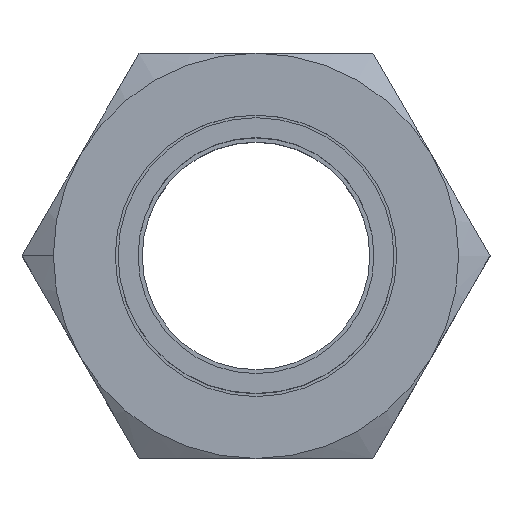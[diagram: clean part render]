
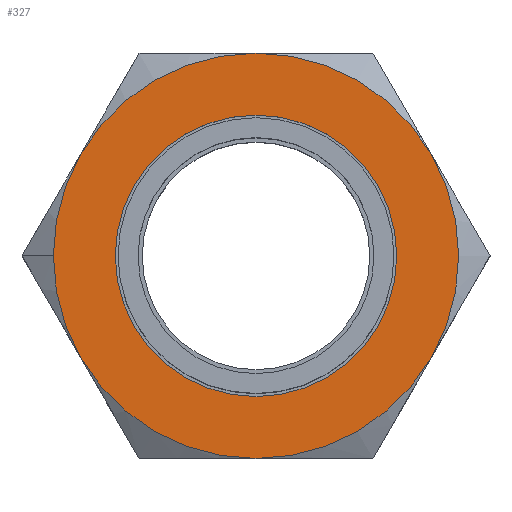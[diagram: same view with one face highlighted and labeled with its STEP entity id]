
A CAD part, top view. The second image highlights one B-rep face of the part: STEP entity #327.
In plain terms, the highlighted planar face has unit normal (0, 0, 1).
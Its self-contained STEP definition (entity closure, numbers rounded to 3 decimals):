
#55 = EDGE_CURVE ( 'NONE', #219, #222, #496, .T. ) ;
#60 = EDGE_CURVE ( 'NONE', #227, #2160, #538, .T. ) ;
#68 = EDGE_CURVE ( 'NONE', #222, #257, #573, .T. ) ;
#203 = EDGE_CURVE ( 'NONE', #239, #204, #775, .T. ) ;
#204 = VERTEX_POINT ( 'NONE', #770 ) ;
#219 = VERTEX_POINT ( 'NONE', #803 ) ;
#222 = VERTEX_POINT ( 'NONE', #849 ) ;
#225 = EDGE_CURVE ( 'NONE', #226, #227, #848, .T. ) ;
#226 = VERTEX_POINT ( 'NONE', #835 ) ;
#227 = VERTEX_POINT ( 'NONE', #834 ) ;
#239 = VERTEX_POINT ( 'NONE', #864 ) ;
#243 = EDGE_CURVE ( 'NONE', #244, #219, #857, .T. ) ;
#244 = VERTEX_POINT ( 'NONE', #852 ) ;
#256 = EDGE_CURVE ( 'NONE', #257, #226, #941, .T. ) ;
#257 = VERTEX_POINT ( 'NONE', #936 ) ;
#324 = ORIENTED_EDGE ( 'NONE', *, *, #203, .F. ) ;
#326 = EDGE_LOOP ( 'NONE', ( #358, #355, #425, #354, #356, #357, #423 ) ) ;
#327 = ADVANCED_FACE ( 'NONE', ( #1059, #1058 ), #1064, .F. ) ;
#328 = ORIENTED_EDGE ( 'NONE', *, *, #329, .F. ) ;
#329 = EDGE_CURVE ( 'NONE', #204, #239, #1052, .T. ) ;
#331 = EDGE_LOOP ( 'NONE', ( #328, #324 ) ) ;
#354 = ORIENTED_EDGE ( 'NONE', *, *, #225, .T. ) ;
#355 = ORIENTED_EDGE ( 'NONE', *, *, #68, .T. ) ;
#356 = ORIENTED_EDGE ( 'NONE', *, *, #60, .T. ) ;
#357 = ORIENTED_EDGE ( 'NONE', *, *, #2162, .T. ) ;
#358 = ORIENTED_EDGE ( 'NONE', *, *, #55, .T. ) ;
#423 = ORIENTED_EDGE ( 'NONE', *, *, #243, .T. ) ;
#425 = ORIENTED_EDGE ( 'NONE', *, *, #256, .T. ) ;
#488 = DIRECTION ( 'NONE',  ( 1., 0., 0. ) ) ;
#489 = DIRECTION ( 'NONE',  ( 0., 0., 1. ) ) ;
#490 = CARTESIAN_POINT ( 'NONE',  ( 0., 0., 8. ) ) ;
#491 = AXIS2_PLACEMENT_3D ( 'NONE', #490, #489, #488 ) ;
#496 = CIRCLE ( 'NONE', #491, 18. ) ;
#534 = DIRECTION ( 'NONE',  ( 1., 0., 0. ) ) ;
#535 = DIRECTION ( 'NONE',  ( 0., 0., 1. ) ) ;
#536 = CARTESIAN_POINT ( 'NONE',  ( 0., 0., 8. ) ) ;
#537 = AXIS2_PLACEMENT_3D ( 'NONE', #536, #535, #534 ) ;
#538 = CIRCLE ( 'NONE', #537, 18. ) ;
#564 = DIRECTION ( 'NONE',  ( 1., 0., 0. ) ) ;
#565 = DIRECTION ( 'NONE',  ( 0., 0., 1. ) ) ;
#566 = CARTESIAN_POINT ( 'NONE',  ( 0., 0., 8. ) ) ;
#567 = AXIS2_PLACEMENT_3D ( 'NONE', #566, #565, #564 ) ;
#573 = CIRCLE ( 'NONE', #567, 18. ) ;
#770 = CARTESIAN_POINT ( 'NONE',  ( 12.5, 0., 8. ) ) ;
#771 = DIRECTION ( 'NONE',  ( 1., 0., 0. ) ) ;
#772 = DIRECTION ( 'NONE',  ( 0., 0., 1. ) ) ;
#773 = CARTESIAN_POINT ( 'NONE',  ( 0., 0., 8. ) ) ;
#774 = AXIS2_PLACEMENT_3D ( 'NONE', #773, #772, #771 ) ;
#775 = CIRCLE ( 'NONE', #774, 12.5 ) ;
#803 = CARTESIAN_POINT ( 'NONE',  ( 15.588, 9., 8. ) ) ;
#834 = CARTESIAN_POINT ( 'NONE',  ( -15.588, -9., 8. ) ) ;
#835 = CARTESIAN_POINT ( 'NONE',  ( -18., 0., 8. ) ) ;
#836 = DIRECTION ( 'NONE',  ( 1., 0., 0. ) ) ;
#837 = DIRECTION ( 'NONE',  ( 0., 0., 1. ) ) ;
#838 = CARTESIAN_POINT ( 'NONE',  ( 0., 0., 8. ) ) ;
#839 = AXIS2_PLACEMENT_3D ( 'NONE', #838, #837, #836 ) ;
#848 = CIRCLE ( 'NONE', #839, 18. ) ;
#849 = CARTESIAN_POINT ( 'NONE',  ( 0., 18., 8. ) ) ;
#852 = CARTESIAN_POINT ( 'NONE',  ( 15.588, -9., 8. ) ) ;
#853 = DIRECTION ( 'NONE',  ( 1., 0., 0. ) ) ;
#854 = DIRECTION ( 'NONE',  ( 0., 0., 1. ) ) ;
#855 = CARTESIAN_POINT ( 'NONE',  ( 0., 0., 8. ) ) ;
#856 = AXIS2_PLACEMENT_3D ( 'NONE', #855, #854, #853 ) ;
#857 = CIRCLE ( 'NONE', #856, 18. ) ;
#864 = CARTESIAN_POINT ( 'NONE',  ( -12.5, 0., 8. ) ) ;
#936 = CARTESIAN_POINT ( 'NONE',  ( -15.588, 9., 8. ) ) ;
#937 = DIRECTION ( 'NONE',  ( 1., 0., 0. ) ) ;
#938 = DIRECTION ( 'NONE',  ( 0., 0., 1. ) ) ;
#939 = CARTESIAN_POINT ( 'NONE',  ( 0., 0., 8. ) ) ;
#940 = AXIS2_PLACEMENT_3D ( 'NONE', #939, #938, #937 ) ;
#941 = CIRCLE ( 'NONE', #940, 18. ) ;
#1049 = DIRECTION ( 'NONE',  ( 1., 0., 0. ) ) ;
#1050 = DIRECTION ( 'NONE',  ( 0., 0., 1. ) ) ;
#1051 = AXIS2_PLACEMENT_3D ( 'NONE', #1056, #1050, #1049 ) ;
#1052 = CIRCLE ( 'NONE', #1051, 12.5 ) ;
#1053 = DIRECTION ( 'NONE',  ( -1., 0., 0. ) ) ;
#1054 = DIRECTION ( 'NONE',  ( 0., 0., -1. ) ) ;
#1055 = CARTESIAN_POINT ( 'NONE',  ( 0., 18., 8. ) ) ;
#1056 = CARTESIAN_POINT ( 'NONE',  ( 0., 0., 8. ) ) ;
#1057 = AXIS2_PLACEMENT_3D ( 'NONE', #1055, #1054, #1053 ) ;
#1058 = FACE_OUTER_BOUND ( 'NONE', #326, .T. ) ;
#1059 = FACE_BOUND ( 'NONE', #331, .T. ) ;
#1064 = PLANE ( 'NONE',  #1057 ) ;
#1150 = DIRECTION ( 'NONE',  ( 1., 0., 0. ) ) ;
#1151 = DIRECTION ( 'NONE',  ( 0., 0., 1. ) ) ;
#1152 = CARTESIAN_POINT ( 'NONE',  ( 0., 0., 8. ) ) ;
#1153 = AXIS2_PLACEMENT_3D ( 'NONE', #1152, #1151, #1150 ) ;
#1154 = CIRCLE ( 'NONE', #1153, 18. ) ;
#1156 = CARTESIAN_POINT ( 'NONE',  ( 0., -18., 8. ) ) ;
#2160 = VERTEX_POINT ( 'NONE', #1156 ) ;
#2162 = EDGE_CURVE ( 'NONE', #2160, #244, #1154, .T. ) ;
